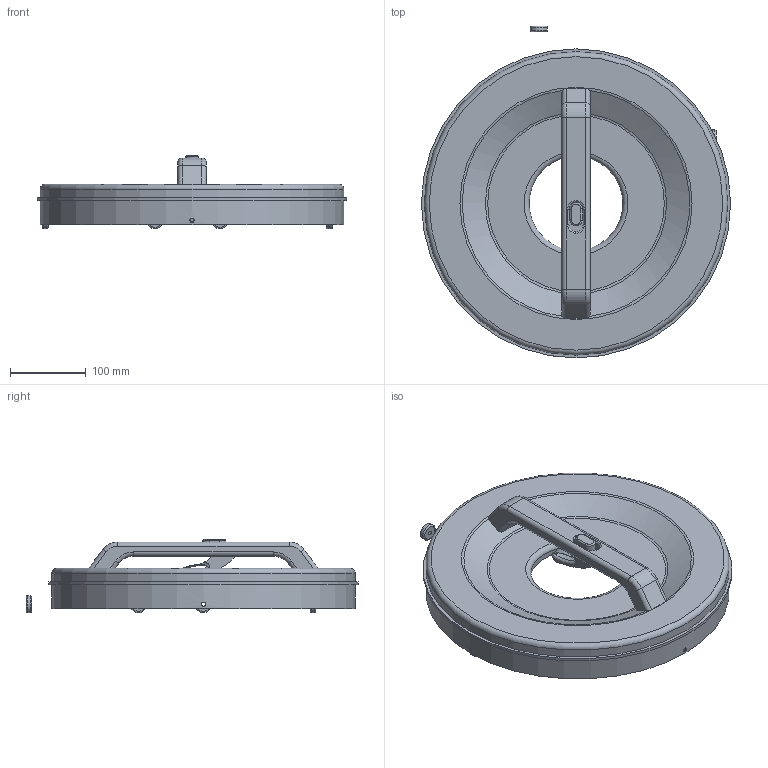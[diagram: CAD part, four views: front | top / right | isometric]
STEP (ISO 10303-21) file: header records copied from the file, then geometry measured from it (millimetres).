
FILE_DESCRIPTION(/* description */ (''),/* implementation_level */ '2;1');
FILE_NAME(/* name */ 'solinas v2.step',/* time_stamp */ '2023-12-14T15:07:25+05:30',/* author */ (''),/* organization */ (''),/* preprocessor_version */ 'ST-DEVELOPER v20',/* originating_system */ 'Autodesk Translation Framework v12.14.0.127',/* authorisation */ '');
FILE_SCHEMA (('AUTOMOTIVE_DESIGN { 1 0 10303 214 3 1 1 }'));
Length unit declared in the file: metre
Products named in the file (5): solinas; Component1; Component2; Component3; Component4
Assembly tree (10 placements, depth 2):
  solinas
    Component1
    Component2
    Component3  x4
    Component4  x4
Bounding box: 407.48 x 437.68 x 96.98 mm (x, y, z)
Volume: 3149458.5 mm3; surface area: 420242.1 mm2
Topology: 11 solids, 11 shells, 135 faces, 320 edges, 206 vertices
Faces by surface type: cylinder 49, plane 42, torus 26, bspline 17, cone 1
Full cylindrical faces by diameter (mm): 5.227 x4, 5.607 x8, 22.434 x4, 123.65 x1, 373.832 x1, 377.57 x1, 396.262 x1, 400 x2, 407.477 x1
Entity records: 4976 total; most frequent: CARTESIAN_POINT 2362, ORIENTED_EDGE 532, DIRECTION 486, EDGE_CURVE 266, AXIS2_PLACEMENT_3D 200, VERTEX_POINT 170, EDGE_LOOP 128, FACE_OUTER_BOUND 105
